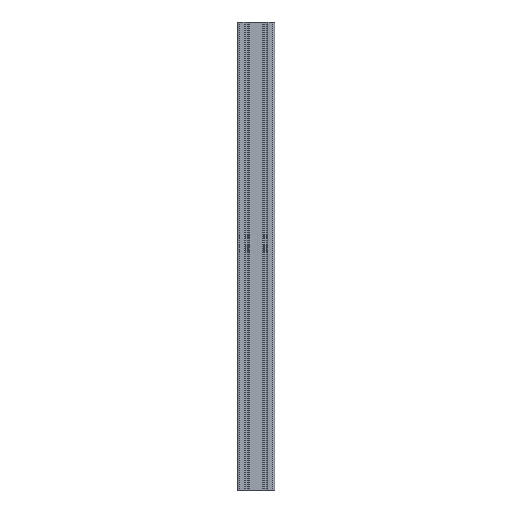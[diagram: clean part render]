
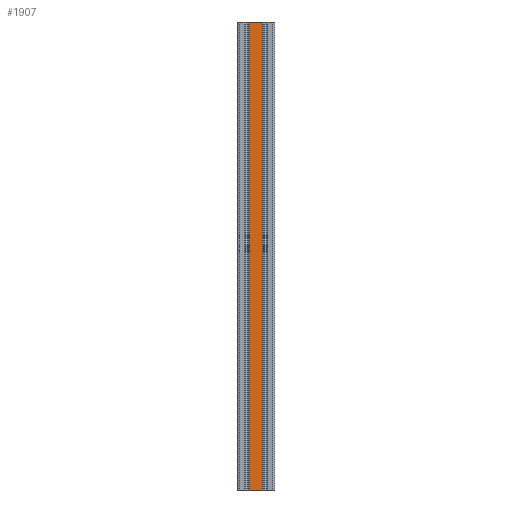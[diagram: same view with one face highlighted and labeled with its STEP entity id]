
A CAD part, front view. The second image highlights one B-rep face of the part: STEP entity #1907.
In plain terms, the highlighted planar face has unit normal (0, -1, 0).
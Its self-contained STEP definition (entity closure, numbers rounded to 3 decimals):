
#45 = DIRECTION ( 'NONE',  ( -1., 0., 0. ) ) ;
#253 = EDGE_CURVE ( 'NONE', #1903, #2536, #4001, .T. ) ;
#544 = AXIS2_PLACEMENT_3D ( 'NONE', #662, #743, #45 ) ;
#549 = ORIENTED_EDGE ( 'NONE', *, *, #974, .T. ) ;
#662 = CARTESIAN_POINT ( 'NONE',  ( 14.5, -20., 500. ) ) ;
#706 = VERTEX_POINT ( 'NONE', #2705 ) ;
#743 = DIRECTION ( 'NONE',  ( 0., 1., 0. ) ) ;
#942 = CARTESIAN_POINT ( 'NONE',  ( 14.5, -20., 500. ) ) ;
#974 = EDGE_CURVE ( 'NONE', #3505, #1903, #3871, .T. ) ;
#1010 = CARTESIAN_POINT ( 'NONE',  ( 14.5, -20., -500. ) ) ;
#1057 = DIRECTION ( 'NONE',  ( 1., 0., 0. ) ) ;
#1064 = LINE ( 'NONE', #2440, #3423 ) ;
#1084 = EDGE_LOOP ( 'NONE', ( #2607, #3802, #3529, #549 ) ) ;
#1199 = EDGE_CURVE ( 'NONE', #3505, #706, #1064, .T. ) ;
#1361 = VECTOR ( 'NONE', #3219, 1000. ) ;
#1521 = CARTESIAN_POINT ( 'NONE',  ( -14.5, -20., 500. ) ) ;
#1677 = FACE_OUTER_BOUND ( 'NONE', #1084, .T. ) ;
#1719 = EDGE_CURVE ( 'NONE', #706, #2536, #3245, .T. ) ;
#1903 = VERTEX_POINT ( 'NONE', #3728 ) ;
#1907 = ADVANCED_FACE ( 'NONE', ( #1677 ), #4298, .F. ) ;
#2150 = CARTESIAN_POINT ( 'NONE',  ( -14.5, -20., 500. ) ) ;
#2239 = VECTOR ( 'NONE', #2557, 1000. ) ;
#2440 = CARTESIAN_POINT ( 'NONE',  ( 14.5, -20., 500. ) ) ;
#2536 = VERTEX_POINT ( 'NONE', #3234 ) ;
#2557 = DIRECTION ( 'NONE',  ( 0., 0., -1. ) ) ;
#2607 = ORIENTED_EDGE ( 'NONE', *, *, #253, .T. ) ;
#2705 = CARTESIAN_POINT ( 'NONE',  ( 14.5, -20., 500. ) ) ;
#3219 = DIRECTION ( 'NONE',  ( 0., 0., -1. ) ) ;
#3234 = CARTESIAN_POINT ( 'NONE',  ( 14.5, -20., -500. ) ) ;
#3245 = LINE ( 'NONE', #942, #1361 ) ;
#3347 = VECTOR ( 'NONE', #1057, 1000. ) ;
#3423 = VECTOR ( 'NONE', #4113, 1000. ) ;
#3505 = VERTEX_POINT ( 'NONE', #2150 ) ;
#3529 = ORIENTED_EDGE ( 'NONE', *, *, #1199, .F. ) ;
#3728 = CARTESIAN_POINT ( 'NONE',  ( -14.5, -20., -500. ) ) ;
#3802 = ORIENTED_EDGE ( 'NONE', *, *, #1719, .F. ) ;
#3871 = LINE ( 'NONE', #1521, #2239 ) ;
#4001 = LINE ( 'NONE', #1010, #3347 ) ;
#4113 = DIRECTION ( 'NONE',  ( 1., 0., 0. ) ) ;
#4298 = PLANE ( 'NONE',  #544 ) ;
